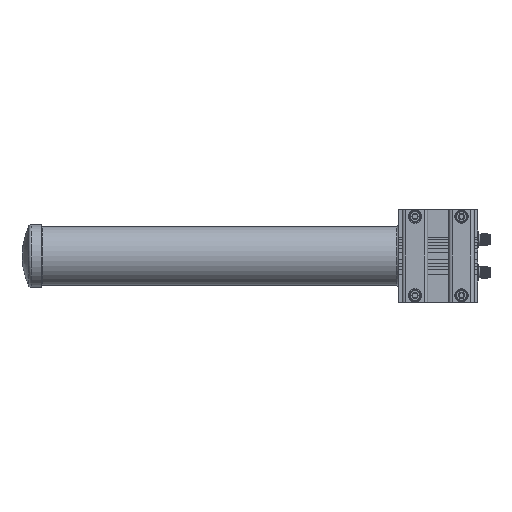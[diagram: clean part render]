
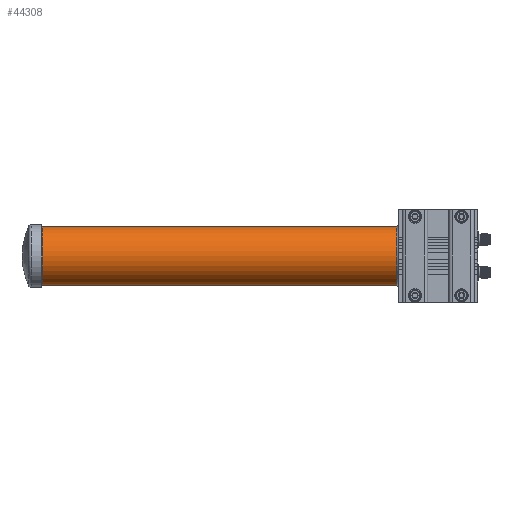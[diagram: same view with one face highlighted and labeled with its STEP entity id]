
A CAD part, front view. The second image highlights one B-rep face of the part: STEP entity #44308.
In plain terms, the highlighted cylindrical face has radius 37.465 mm (diameter 74.93 mm), a partial arc.
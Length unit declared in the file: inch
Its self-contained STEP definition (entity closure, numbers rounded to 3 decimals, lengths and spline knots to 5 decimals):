
#4057 = CIRCLE ( 'NONE', #8849, 1.475 ) ;
#4067 = LINE ( 'NONE', #12569, #4073 ) ;
#4069 = CIRCLE ( 'NONE', #8861, 1.475 ) ;
#4073 = VECTOR ( 'NONE', #12557, 39.37008 ) ;
#4075 = LINE ( 'NONE', #12561, #4079 ) ;
#4079 = VECTOR ( 'NONE', #12568, 39.37008 ) ;
#6597 = ORIENTED_EDGE ( 'NONE', *, *, #27070, .T. ) ;
#6599 = ORIENTED_EDGE ( 'NONE', *, *, #27061, .F. ) ;
#8849 = AXIS2_PLACEMENT_3D ( 'NONE', #12562, #12563, #12564 ) ;
#8861 = AXIS2_PLACEMENT_3D ( 'NONE', #12576, #12577, #12578 ) ;
#12557 = DIRECTION ( 'NONE',  ( 1., 0., 0. ) ) ;
#12561 = CARTESIAN_POINT ( 'NONE',  ( -22.75, 0., -1.475 ) ) ;
#12562 = CARTESIAN_POINT ( 'NONE',  ( -4.05894, 0., 0. ) ) ;
#12563 = DIRECTION ( 'NONE',  ( 1., 0., 0. ) ) ;
#12564 = DIRECTION ( 'NONE',  ( 0., 0., -1. ) ) ;
#12568 = DIRECTION ( 'NONE',  ( 1., 0., 0. ) ) ;
#12569 = CARTESIAN_POINT ( 'NONE',  ( -22.75, 0., 1.475 ) ) ;
#12576 = CARTESIAN_POINT ( 'NONE',  ( -21.75588, 0., 0. ) ) ;
#12577 = DIRECTION ( 'NONE',  ( 1., 0., 0. ) ) ;
#12578 = DIRECTION ( 'NONE',  ( 0., 0., -1. ) ) ;
#14395 = ORIENTED_EDGE ( 'NONE', *, *, #27048, .F. ) ;
#14398 = ORIENTED_EDGE ( 'NONE', *, *, #27067, .T. ) ;
#15474 = VERTEX_POINT ( 'NONE', #19141 ) ;
#15475 = VERTEX_POINT ( 'NONE', #18555 ) ;
#15485 = VERTEX_POINT ( 'NONE', #18614 ) ;
#15946 = VERTEX_POINT ( 'NONE', #19121 ) ;
#18555 = CARTESIAN_POINT ( 'NONE',  ( -4.05894, 0., -1.475 ) ) ;
#18614 = CARTESIAN_POINT ( 'NONE',  ( -4.05894, 0., 1.475 ) ) ;
#19121 = CARTESIAN_POINT ( 'NONE',  ( -21.75588, 0., 1.475 ) ) ;
#19141 = CARTESIAN_POINT ( 'NONE',  ( -21.75588, 0., -1.475 ) ) ;
#27048 = EDGE_CURVE ( 'NONE', #15485, #15475, #4057, .T. ) ;
#27061 = EDGE_CURVE ( 'NONE', #15946, #15485, #4067, .T. ) ;
#27067 = EDGE_CURVE ( 'NONE', #15474, #15475, #4075, .T. ) ;
#27070 = EDGE_CURVE ( 'NONE', #15946, #15474, #4069, .T. ) ;
#32146 = FACE_OUTER_BOUND ( 'NONE', #35924, .T. ) ;
#32196 = CYLINDRICAL_SURFACE ( 'NONE', #37170, 1.475 ) ;
#32722 = DIRECTION ( 'NONE',  ( 1., 0., 0. ) ) ;
#32743 = CARTESIAN_POINT ( 'NONE',  ( -22.75, 0., 0. ) ) ;
#32758 = DIRECTION ( 'NONE',  ( 0., 0., -1. ) ) ;
#35924 = EDGE_LOOP ( 'NONE', ( #6599, #6597, #14398, #14395 ) ) ;
#37170 = AXIS2_PLACEMENT_3D ( 'NONE', #32743, #32722, #32758 ) ;
#44308 = ADVANCED_FACE ( 'NONE', ( #32146 ), #32196, .T. ) ;
